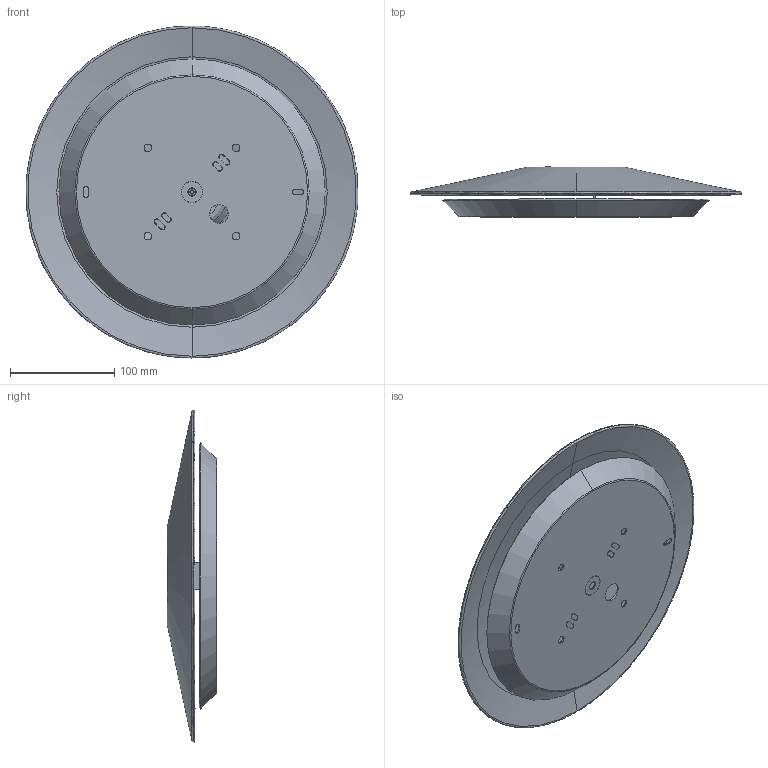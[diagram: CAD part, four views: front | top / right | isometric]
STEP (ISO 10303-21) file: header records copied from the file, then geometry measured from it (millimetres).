
FILE_DESCRIPTION (( 'STEP AP203' ), '1' );
FILE_NAME ('PLANET_PP32_STEP.step', '2016-01-12T11:32:46', ( 'admin' ), ( '' ), 'SwSTEP 2.0', 'SolidWorks 2015', '' );
FILE_SCHEMA (( 'CONFIG_CONTROL_DESIGN' ));
Length unit declared in the file: millimetre
Products named in the file (2): PLANET_PP32_STEP
Bounding box: 319.12 x 47.99 x 319.17 mm (x, y, z)
Volume: 339316.9 mm3; surface area: 289267.2 mm2
Topology: 3 solids, 3 shells, 135 faces, 373 edges, 246 vertices
Faces by surface type: cylinder 77, plane 26, cone 16, bspline 14, torus 2
Entity records: 5488 total; most frequent: CARTESIAN_POINT 1724, DIRECTION 809, ORIENTED_EDGE 746, EDGE_CURVE 373, AXIS2_PLACEMENT_3D 331, VERTEX_POINT 246, CIRCLE 208, EDGE_LOOP 169
